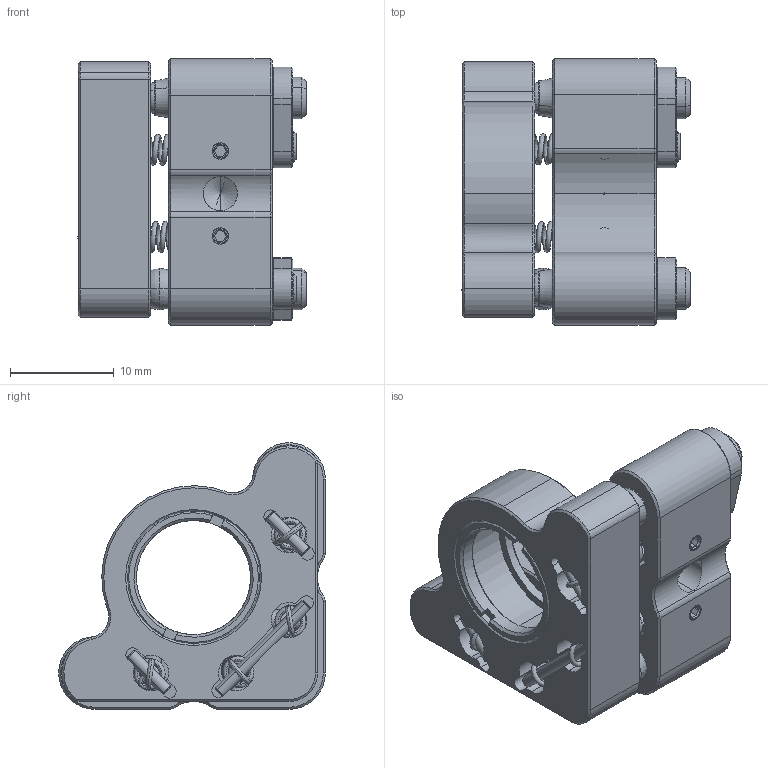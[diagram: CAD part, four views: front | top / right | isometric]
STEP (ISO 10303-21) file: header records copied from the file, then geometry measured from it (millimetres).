
FILE_DESCRIPTION (( 'STEP AP203' ), '1' );
FILE_NAME ('EMHS12.7-2B.STEP', '2025-06-17T01:19:39', ( '' ), ( '' ), 'SwSTEP 2.0', 'SolidWorks 2020', '' );
FILE_SCHEMA (( 'CONFIG_CONTROL_DESIGN' ));
Length unit declared in the file: millimetre
Products named in the file (1): EMHS12.7-2B
Bounding box: 22 x 25.7 x 25.7 mm (x, y, z)
Volume: 4866.2 mm3; surface area: 6032.2 mm2
Topology: 27 solids, 27 shells, 657 faces, 1787 edges, 1204 vertices
Faces by surface type: plane 239, cone 179, cylinder 159, torus 36, bspline 32, sphere 12
Entity records: 28937 total; most frequent: CARTESIAN_POINT 12261, ORIENTED_EDGE 3514, DIRECTION 3420, EDGE_CURVE 1757, AXIS2_PLACEMENT_3D 1271, VERTEX_POINT 1198, VECTOR 878, LINE 878
